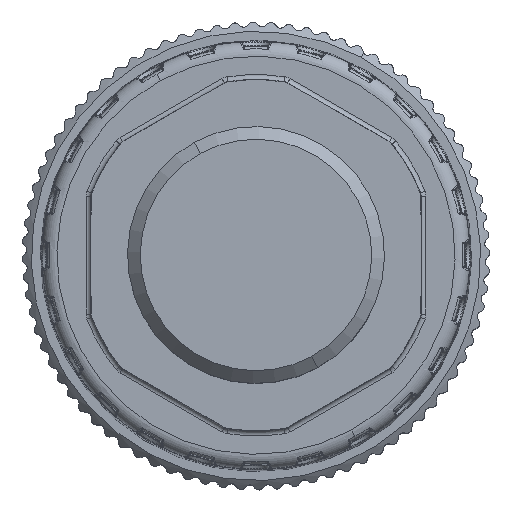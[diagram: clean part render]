
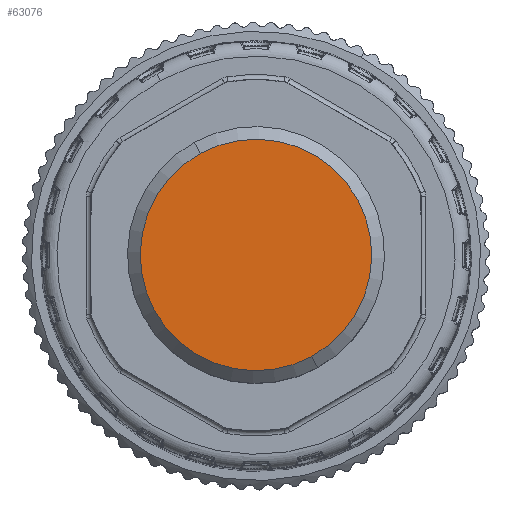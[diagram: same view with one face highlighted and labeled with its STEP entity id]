
A CAD part, top view. The second image highlights one B-rep face of the part: STEP entity #63076.
In plain terms, the highlighted planar face has unit normal (0, 0, 1).
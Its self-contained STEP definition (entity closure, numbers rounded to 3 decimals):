
#63033=CARTESIAN_POINT('Vertex',(-32.205,40.014,5.935)) ;
#63036=CARTESIAN_POINT('Axis2P3D Location',(-37.886,50.413,5.935)) ;
#63040=CARTESIAN_POINT('Vertex',(-43.568,60.812,5.935)) ;
#63055=CARTESIAN_POINT('Axis2P3D Location',(-37.886,50.413,5.935)) ;
#63067=CARTESIAN_POINT('Axis2P3D Location',(-37.886,40.413,5.935)) ;
#63037=DIRECTION('Axis2P3D Direction',(0.,0.,-1.)) ;
#63056=DIRECTION('Axis2P3D Direction',(0.,0.,-1.)) ;
#63068=DIRECTION('Axis2P3D Direction',(0.,0.,1.)) ;
#63069=DIRECTION('Axis2P3D XDirection',(0.,1.,0.)) ;
#63038=AXIS2_PLACEMENT_3D('Circle Axis2P3D',#63036,#63037,$) ;
#63057=AXIS2_PLACEMENT_3D('Circle Axis2P3D',#63055,#63056,$) ;
#63070=AXIS2_PLACEMENT_3D('Plane Axis2P3D',#63067,#63068,#63069) ;
#63073=ORIENTED_EDGE('',*,*,#63042,.T.) ;
#63074=ORIENTED_EDGE('',*,*,#63059,.T.) ;
#63076=ADVANCED_FACE('PartBody',(#63075),#63071,.T.) ;
#63039=CIRCLE('generated circle',#63038,11.85) ;
#63058=CIRCLE('generated circle',#63057,11.85) ;
#63042=EDGE_CURVE('',#63041,#63034,#63039,.F.) ;
#63059=EDGE_CURVE('',#63034,#63041,#63058,.F.) ;
#63072=EDGE_LOOP('',(#63073,#63074)) ;
#63075=FACE_OUTER_BOUND('',#63072,.T.) ;
#63071=PLANE('',#63070) ;
#63034=VERTEX_POINT('',#63033) ;
#63041=VERTEX_POINT('',#63040) ;
